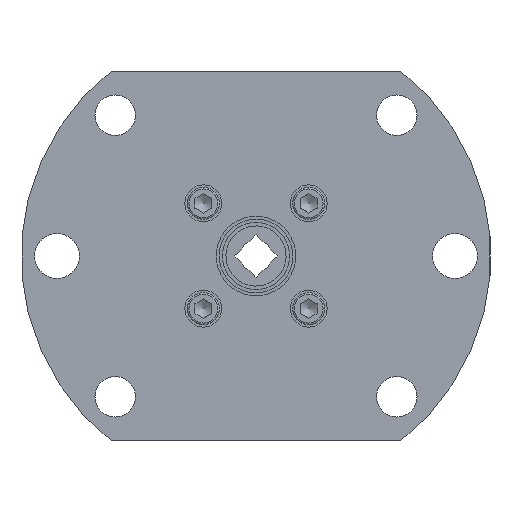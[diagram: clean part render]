
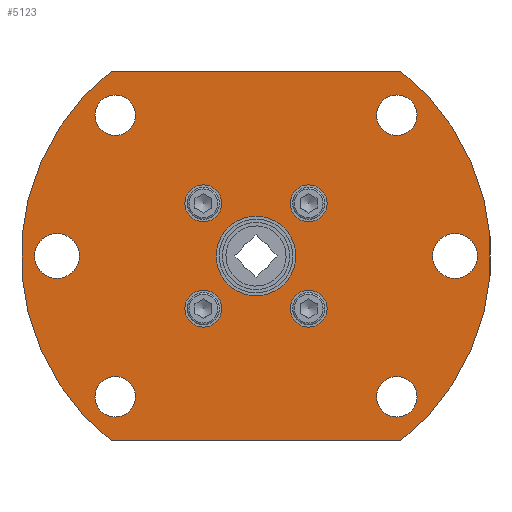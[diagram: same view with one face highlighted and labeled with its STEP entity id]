
A CAD part, front view. The second image highlights one B-rep face of the part: STEP entity #5123.
In plain terms, the highlighted planar face has unit normal (0, -1, 0).
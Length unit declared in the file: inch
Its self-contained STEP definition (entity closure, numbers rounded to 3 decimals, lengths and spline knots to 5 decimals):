
#250=LINE('',#8025,#475);
#251=LINE('',#8029,#476);
#475=VECTOR('',#6394,0.3937);
#476=VECTOR('',#6397,0.3937);
#783=FACE_BOUND('',#1452,.T.);
#784=FACE_BOUND('',#1453,.T.);
#785=FACE_BOUND('',#1454,.T.);
#786=FACE_BOUND('',#1455,.T.);
#787=FACE_BOUND('',#1456,.T.);
#788=FACE_BOUND('',#1457,.T.);
#789=FACE_BOUND('',#1458,.T.);
#790=FACE_BOUND('',#1459,.T.);
#791=FACE_BOUND('',#1460,.T.);
#792=FACE_BOUND('',#1461,.T.);
#793=FACE_BOUND('',#1462,.T.);
#1057=FACE_OUTER_BOUND('',#1451,.T.);
#1451=EDGE_LOOP('',(#3584,#3585,#3586,#3587));
#1452=EDGE_LOOP('',(#3588));
#1453=EDGE_LOOP('',(#3589));
#1454=EDGE_LOOP('',(#3590));
#1455=EDGE_LOOP('',(#3591));
#1456=EDGE_LOOP('',(#3592));
#1457=EDGE_LOOP('',(#3593));
#1458=EDGE_LOOP('',(#3594));
#1459=EDGE_LOOP('',(#3595));
#1460=EDGE_LOOP('',(#3596));
#1461=EDGE_LOOP('',(#3597));
#1462=EDGE_LOOP('',(#3598));
#1991=CIRCLE('',#5568,1.97);
#1992=CIRCLE('',#5569,1.97);
#1993=CIRCLE('',#5570,0.155);
#1994=CIRCLE('',#5571,0.155);
#1995=CIRCLE('',#5572,0.155);
#1996=CIRCLE('',#5573,0.155);
#1997=CIRCLE('',#5574,0.18788);
#1998=CIRCLE('',#5575,0.18788);
#1999=CIRCLE('',#5576,0.17);
#2000=CIRCLE('',#5577,0.17);
#2001=CIRCLE('',#5578,0.17);
#2002=CIRCLE('',#5579,0.17);
#2003=CIRCLE('',#5580,0.3345);
#2342=VERTEX_POINT('',#8023);
#2343=VERTEX_POINT('',#8024);
#2344=VERTEX_POINT('',#8026);
#2345=VERTEX_POINT('',#8028);
#2346=VERTEX_POINT('',#8031);
#2347=VERTEX_POINT('',#8033);
#2348=VERTEX_POINT('',#8035);
#2349=VERTEX_POINT('',#8037);
#2350=VERTEX_POINT('',#8039);
#2351=VERTEX_POINT('',#8041);
#2352=VERTEX_POINT('',#8043);
#2353=VERTEX_POINT('',#8045);
#2354=VERTEX_POINT('',#8047);
#2355=VERTEX_POINT('',#8049);
#2356=VERTEX_POINT('',#8051);
#2852=EDGE_CURVE('',#2342,#2343,#250,.T.);
#2853=EDGE_CURVE('',#2343,#2344,#1991,.T.);
#2854=EDGE_CURVE('',#2344,#2345,#251,.T.);
#2855=EDGE_CURVE('',#2345,#2342,#1992,.T.);
#2856=EDGE_CURVE('',#2346,#2346,#1993,.T.);
#2857=EDGE_CURVE('',#2347,#2347,#1994,.T.);
#2858=EDGE_CURVE('',#2348,#2348,#1995,.T.);
#2859=EDGE_CURVE('',#2349,#2349,#1996,.T.);
#2860=EDGE_CURVE('',#2350,#2350,#1997,.T.);
#2861=EDGE_CURVE('',#2351,#2351,#1998,.T.);
#2862=EDGE_CURVE('',#2352,#2352,#1999,.T.);
#2863=EDGE_CURVE('',#2353,#2353,#2000,.T.);
#2864=EDGE_CURVE('',#2354,#2354,#2001,.T.);
#2865=EDGE_CURVE('',#2355,#2355,#2002,.T.);
#2866=EDGE_CURVE('',#2356,#2356,#2003,.T.);
#3584=ORIENTED_EDGE('',*,*,#2852,.T.);
#3585=ORIENTED_EDGE('',*,*,#2853,.T.);
#3586=ORIENTED_EDGE('',*,*,#2854,.T.);
#3587=ORIENTED_EDGE('',*,*,#2855,.T.);
#3588=ORIENTED_EDGE('',*,*,#2856,.T.);
#3589=ORIENTED_EDGE('',*,*,#2857,.T.);
#3590=ORIENTED_EDGE('',*,*,#2858,.T.);
#3591=ORIENTED_EDGE('',*,*,#2859,.T.);
#3592=ORIENTED_EDGE('',*,*,#2860,.T.);
#3593=ORIENTED_EDGE('',*,*,#2861,.T.);
#3594=ORIENTED_EDGE('',*,*,#2862,.T.);
#3595=ORIENTED_EDGE('',*,*,#2863,.T.);
#3596=ORIENTED_EDGE('',*,*,#2864,.T.);
#3597=ORIENTED_EDGE('',*,*,#2865,.T.);
#3598=ORIENTED_EDGE('',*,*,#2866,.T.);
#4561=PLANE('',#5567);
#5123=ADVANCED_FACE('',(#1057,#783,#784,#785,#786,#787,#788,#789,#790,#791,
#792,#793),#4561,.F.);
#5567=AXIS2_PLACEMENT_3D('',#8022,#6392,#6393);
#5568=AXIS2_PLACEMENT_3D('',#8027,#6395,#6396);
#5569=AXIS2_PLACEMENT_3D('',#8030,#6398,#6399);
#5570=AXIS2_PLACEMENT_3D('',#8032,#6400,#6401);
#5571=AXIS2_PLACEMENT_3D('',#8034,#6402,#6403);
#5572=AXIS2_PLACEMENT_3D('',#8036,#6404,#6405);
#5573=AXIS2_PLACEMENT_3D('',#8038,#6406,#6407);
#5574=AXIS2_PLACEMENT_3D('',#8040,#6408,#6409);
#5575=AXIS2_PLACEMENT_3D('',#8042,#6410,#6411);
#5576=AXIS2_PLACEMENT_3D('',#8044,#6412,#6413);
#5577=AXIS2_PLACEMENT_3D('',#8046,#6414,#6415);
#5578=AXIS2_PLACEMENT_3D('',#8048,#6416,#6417);
#5579=AXIS2_PLACEMENT_3D('',#8050,#6418,#6419);
#5580=AXIS2_PLACEMENT_3D('',#8052,#6420,#6421);
#6392=DIRECTION('center_axis',(0.,1.,0.));
#6393=DIRECTION('ref_axis',(0.,0.,
1.));
#6394=DIRECTION('',(1.,0.,0.));
#6395=DIRECTION('center_axis',(0.,-1.,0.));
#6396=DIRECTION('ref_axis',(1.,0.,0.));
#6397=DIRECTION('',(-1.,0.,0.));
#6398=DIRECTION('center_axis',(0.,-1.,0.));
#6399=DIRECTION('ref_axis',(1.,0.,0.));
#6400=DIRECTION('center_axis',(0.,1.,0.));
#6401=DIRECTION('ref_axis',(1.,0.,0.));
#6402=DIRECTION('center_axis',(0.,1.,0.));
#6403=DIRECTION('ref_axis',(1.,0.,0.));
#6404=DIRECTION('center_axis',(0.,1.,0.));
#6405=DIRECTION('ref_axis',(1.,0.,0.));
#6406=DIRECTION('center_axis',(0.,1.,0.));
#6407=DIRECTION('ref_axis',(1.,0.,0.));
#6408=DIRECTION('center_axis',(0.,1.,0.));
#6409=DIRECTION('ref_axis',(1.,0.,0.));
#6410=DIRECTION('center_axis',(0.,1.,0.));
#6411=DIRECTION('ref_axis',(1.,0.,0.));
#6412=DIRECTION('center_axis',(0.,1.,0.));
#6413=DIRECTION('ref_axis',(1.,0.,0.));
#6414=DIRECTION('center_axis',(0.,1.,0.));
#6415=DIRECTION('ref_axis',(1.,0.,0.));
#6416=DIRECTION('center_axis',(0.,1.,0.));
#6417=DIRECTION('ref_axis',(1.,0.,0.));
#6418=DIRECTION('center_axis',(0.,1.,0.));
#6419=DIRECTION('ref_axis',(1.,0.,0.));
#6420=DIRECTION('center_axis',(0.,1.,0.));
#6421=DIRECTION('ref_axis',(1.,0.,0.));
#8022=CARTESIAN_POINT('Origin',(0.,0.,
0.));
#8023=CARTESIAN_POINT('',(-1.21589,0.,-1.55));
#8024=CARTESIAN_POINT('',(1.21589,0.,-1.55));
#8025=CARTESIAN_POINT('',(0.60795,0.,-1.55));
#8026=CARTESIAN_POINT('',(1.21589,0.,1.55));
#8027=CARTESIAN_POINT('Origin',(0.,0.,
0.));
#8028=CARTESIAN_POINT('',(-1.21589,0.,1.55));
#8029=CARTESIAN_POINT('',(-0.60795,0.,1.55));
#8030=CARTESIAN_POINT('Origin',(0.,0.,
0.));
#8031=CARTESIAN_POINT('',(-0.28694,0.,0.44194));
#8032=CARTESIAN_POINT('Origin',(-0.44194,0.,
0.44194));
#8033=CARTESIAN_POINT('',(0.59694,0.,0.44194));
#8034=CARTESIAN_POINT('Origin',(0.44194,0.,
0.44194));
#8035=CARTESIAN_POINT('',(-0.28694,0.,-0.44194));
#8036=CARTESIAN_POINT('Origin',(-0.44194,0.,
-0.44194));
#8037=CARTESIAN_POINT('',(0.59694,0.,-0.44194));
#8038=CARTESIAN_POINT('Origin',(0.44194,0.,
-0.44194));
#8039=CARTESIAN_POINT('',(-1.85788,0.,0.));
#8040=CARTESIAN_POINT('Origin',(-1.67,0.,0.));
#8041=CARTESIAN_POINT('',(1.48213,0.,0.));
#8042=CARTESIAN_POINT('Origin',(1.67,0.,0.));
#8043=CARTESIAN_POINT('',(1.01087,0.,1.18087));
#8044=CARTESIAN_POINT('Origin',(1.18087,0.,
1.18087));
#8045=CARTESIAN_POINT('',(-1.35087,0.,-1.18087));
#8046=CARTESIAN_POINT('Origin',(-1.18087,0.,
-1.18087));
#8047=CARTESIAN_POINT('',(1.01087,0.,-1.18087));
#8048=CARTESIAN_POINT('Origin',(1.18087,0.,-1.18087));
#8049=CARTESIAN_POINT('',(-1.35087,0.,1.18087));
#8050=CARTESIAN_POINT('Origin',(-1.18087,0.,
1.18087));
#8051=CARTESIAN_POINT('',(-0.3345,0.,0.));
#8052=CARTESIAN_POINT('Origin',(0.,0.,
0.));
